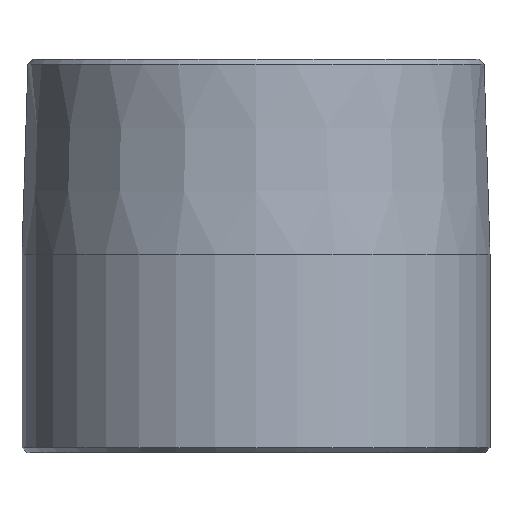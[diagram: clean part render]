
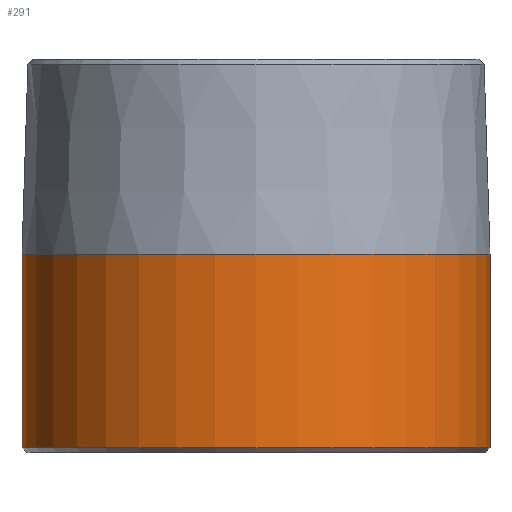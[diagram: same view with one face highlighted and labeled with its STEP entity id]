
A CAD part, front view. The second image highlights one B-rep face of the part: STEP entity #291.
In plain terms, the highlighted cylindrical face has radius 30.226 mm (diameter 60.452 mm), a partial arc.
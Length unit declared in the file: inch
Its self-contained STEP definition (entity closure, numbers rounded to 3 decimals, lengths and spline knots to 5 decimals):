
#30 = CYLINDRICAL_SURFACE ( 'NONE', #464, 1.19 ) ;
#36 = VERTEX_POINT ( 'NONE', #399 ) ;
#55 = CARTESIAN_POINT ( 'NONE',  ( 0., 0., 0.025 ) ) ;
#99 = LINE ( 'NONE', #288, #454 ) ;
#102 = AXIS2_PLACEMENT_3D ( 'NONE', #55, #155, #242 ) ;
#115 = CARTESIAN_POINT ( 'NONE',  ( -1.19, 0., 0.025 ) ) ;
#155 = DIRECTION ( 'NONE',  ( 0., 0., 1. ) ) ;
#180 = AXIS2_PLACEMENT_3D ( 'NONE', #236, #463, #308 ) ;
#187 = LINE ( 'NONE', #428, #321 ) ;
#194 = ORIENTED_EDGE ( 'NONE', *, *, #455, .T. ) ;
#205 = CARTESIAN_POINT ( 'NONE',  ( 1.19, 0., 1.01 ) ) ;
#224 = EDGE_CURVE ( 'NONE', #465, #36, #99, .T. ) ;
#229 = ORIENTED_EDGE ( 'NONE', *, *, #224, .F. ) ;
#236 = CARTESIAN_POINT ( 'NONE',  ( 0., 0., 1.01 ) ) ;
#242 = DIRECTION ( 'NONE',  ( 1., 0., 0. ) ) ;
#249 = DIRECTION ( 'NONE',  ( -1., 0., 0. ) ) ;
#251 = EDGE_LOOP ( 'NONE', ( #229, #330, #493, #194 ) ) ;
#252 = CIRCLE ( 'NONE', #180, 1.19 ) ;
#288 = CARTESIAN_POINT ( 'NONE',  ( 1.19, 0., 2. ) ) ;
#291 = ADVANCED_FACE ( 'NONE', ( #374 ), #30, .T. ) ;
#305 = EDGE_CURVE ( 'NONE', #465, #430, #252, .T. ) ;
#308 = DIRECTION ( 'NONE',  ( -1., 0., 0. ) ) ;
#321 = VECTOR ( 'NONE', #343, 39.37008 ) ;
#322 = CARTESIAN_POINT ( 'NONE',  ( 0., 0., 2. ) ) ;
#330 = ORIENTED_EDGE ( 'NONE', *, *, #305, .T. ) ;
#343 = DIRECTION ( 'NONE',  ( 0., 0., -1. ) ) ;
#374 = FACE_OUTER_BOUND ( 'NONE', #251, .T. ) ;
#388 = CARTESIAN_POINT ( 'NONE',  ( -1.19, 0., 1.01 ) ) ;
#389 = VERTEX_POINT ( 'NONE', #115 ) ;
#399 = CARTESIAN_POINT ( 'NONE',  ( 1.19, 0., 0.025 ) ) ;
#407 = DIRECTION ( 'NONE',  ( 0., 0., -1. ) ) ;
#424 = EDGE_CURVE ( 'NONE', #430, #389, #187, .T. ) ;
#428 = CARTESIAN_POINT ( 'NONE',  ( -1.19, 0., 2. ) ) ;
#430 = VERTEX_POINT ( 'NONE', #388 ) ;
#443 = CIRCLE ( 'NONE', #102, 1.19 ) ;
#454 = VECTOR ( 'NONE', #407, 39.37008 ) ;
#455 = EDGE_CURVE ( 'NONE', #389, #36, #443, .T. ) ;
#463 = DIRECTION ( 'NONE',  ( 0., 0., -1. ) ) ;
#464 = AXIS2_PLACEMENT_3D ( 'NONE', #322, #487, #249 ) ;
#465 = VERTEX_POINT ( 'NONE', #205 ) ;
#487 = DIRECTION ( 'NONE',  ( 0., 0., -1. ) ) ;
#493 = ORIENTED_EDGE ( 'NONE', *, *, #424, .T. ) ;
